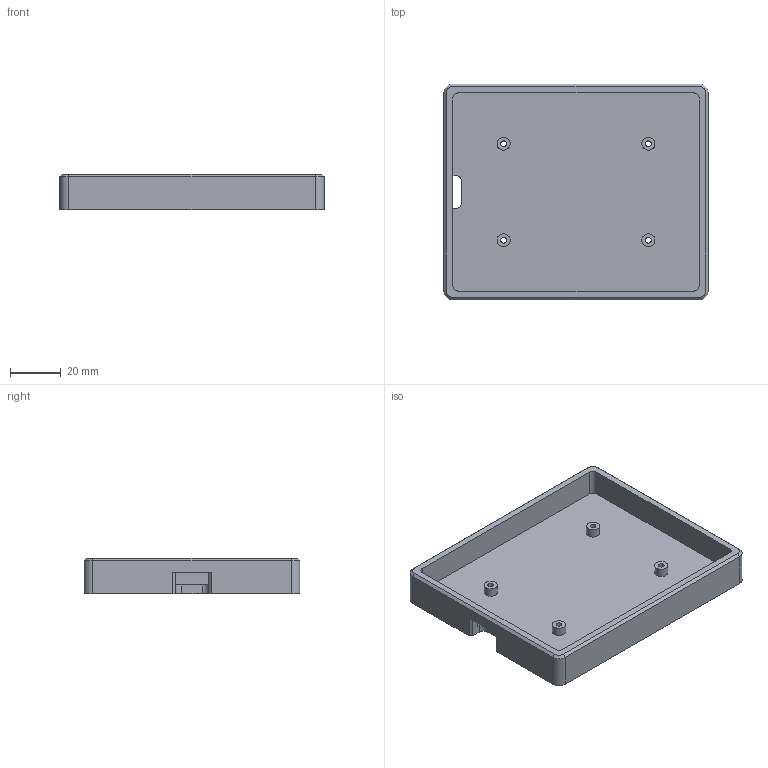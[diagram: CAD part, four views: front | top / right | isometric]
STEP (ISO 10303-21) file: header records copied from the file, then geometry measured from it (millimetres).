
FILE_DESCRIPTION(/* description */ (''),/* implementation_level */ '2;1');
FILE_NAME(/* name */ 'thorium_case.step',/* time_stamp */ '2023-09-30T13:45:22+09:00',/* author */ (''),/* organization */ (''),/* preprocessor_version */ 'ST-DEVELOPER v20',/* originating_system */ 'Autodesk Translation Framework v12.14.0.127',/* authorisation */ '');
FILE_SCHEMA (('AUTOMOTIVE_DESIGN { 1 0 10303 214 3 1 1 }'));
Length unit declared in the file: millimetre
Products named in the file (2): thorium; case
Assembly tree (1 placements, depth 2):
  thorium
    case
Bounding box: 104 x 85 x 14 mm (x, y, z)
Volume: 43644.4 mm3; surface area: 26657.3 mm2
Topology: 5 solids, 5 shells, 59 faces, 138 edges, 88 vertices
Faces by surface type: plane 29, cylinder 22, cone 8
Full cylindrical faces by diameter (mm): 2.2 x8, 5.2 x4
Entity records: 1773 total; most frequent: DIRECTION 314, CARTESIAN_POINT 288, ORIENTED_EDGE 276, EDGE_CURVE 138, AXIS2_PLACEMENT_3D 114, VERTEX_POINT 88, LINE 86, VECTOR 86
